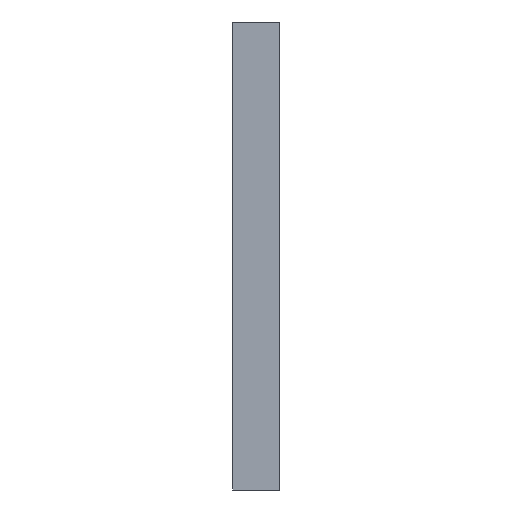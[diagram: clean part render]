
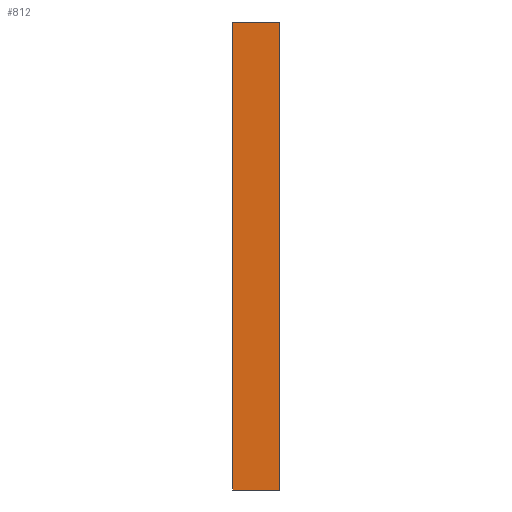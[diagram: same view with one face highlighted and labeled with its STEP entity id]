
A CAD part, front view. The second image highlights one B-rep face of the part: STEP entity #812.
In plain terms, the highlighted planar face has unit normal (0, -1, 0).
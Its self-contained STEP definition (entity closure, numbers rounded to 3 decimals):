
#16 = ORIENTED_EDGE ( 'NONE', *, *, #493, .T. ) ;
#39 = VERTEX_POINT ( 'NONE', #445 ) ;
#48 = ORIENTED_EDGE ( 'NONE', *, *, #144, .T. ) ;
#51 = CARTESIAN_POINT ( 'NONE',  ( -150., 0., 0. ) ) ;
#63 = LINE ( 'NONE', #892, #1045 ) ;
#65 = LINE ( 'NONE', #1044, #734 ) ;
#76 = VERTEX_POINT ( 'NONE', #51 ) ;
#82 = DIRECTION ( 'NONE',  ( -1., 0., 0. ) ) ;
#83 = CARTESIAN_POINT ( 'NONE',  ( -147., 0., 0. ) ) ;
#86 = EDGE_CURVE ( 'NONE', #295, #76, #285, .T. ) ;
#98 = LINE ( 'NONE', #340, #1026 ) ;
#111 = EDGE_LOOP ( 'NONE', ( #597, #16, #808, #745, #545, #591, #48, #513 ) ) ;
#144 = EDGE_CURVE ( 'NONE', #168, #76, #63, .T. ) ;
#151 = DIRECTION ( 'NONE',  ( 0., 0., -1. ) ) ;
#154 = VECTOR ( 'NONE', #300, 1000. ) ;
#168 = VERTEX_POINT ( 'NONE', #306 ) ;
#193 = VERTEX_POINT ( 'NONE', #398 ) ;
#210 = EDGE_CURVE ( 'NONE', #39, #1020, #970, .T. ) ;
#266 = EDGE_CURVE ( 'NONE', #496, #1050, #466, .T. ) ;
#278 = CARTESIAN_POINT ( 'NONE',  ( 147., 0., 3000. ) ) ;
#285 = LINE ( 'NONE', #532, #696 ) ;
#295 = VERTEX_POINT ( 'NONE', #83 ) ;
#296 = PLANE ( 'NONE',  #664 ) ;
#300 = DIRECTION ( 'NONE',  ( 0., 0., -1. ) ) ;
#306 = CARTESIAN_POINT ( 'NONE',  ( -150., 0., 3000. ) ) ;
#340 = CARTESIAN_POINT ( 'NONE',  ( -150., 0., 0. ) ) ;
#371 = DIRECTION ( 'NONE',  ( -1., 0., 0. ) ) ;
#398 = CARTESIAN_POINT ( 'NONE',  ( 147., 0., 0. ) ) ;
#445 = CARTESIAN_POINT ( 'NONE',  ( 150., 0., 3000. ) ) ;
#459 = CARTESIAN_POINT ( 'NONE',  ( -150., 0., 3000. ) ) ;
#466 = LINE ( 'NONE', #621, #731 ) ;
#478 = EDGE_CURVE ( 'NONE', #1050, #168, #1018, .T. ) ;
#480 = CARTESIAN_POINT ( 'NONE',  ( -147., 0., 3000. ) ) ;
#493 = EDGE_CURVE ( 'NONE', #193, #1020, #674, .T. ) ;
#496 = VERTEX_POINT ( 'NONE', #278 ) ;
#513 = ORIENTED_EDGE ( 'NONE', *, *, #86, .F. ) ;
#532 = CARTESIAN_POINT ( 'NONE',  ( -150., 0., 0. ) ) ;
#545 = ORIENTED_EDGE ( 'NONE', *, *, #266, .T. ) ;
#554 = DIRECTION ( 'NONE',  ( 1., 0., 0. ) ) ;
#591 = ORIENTED_EDGE ( 'NONE', *, *, #478, .T. ) ;
#597 = ORIENTED_EDGE ( 'NONE', *, *, #778, .F. ) ;
#608 = VECTOR ( 'NONE', #782, 1000. ) ;
#610 = CARTESIAN_POINT ( 'NONE',  ( 147., 0., 0. ) ) ;
#621 = CARTESIAN_POINT ( 'NONE',  ( -150., 0., 3000. ) ) ;
#636 = CARTESIAN_POINT ( 'NONE',  ( 150., 0., 0. ) ) ;
#645 = VECTOR ( 'NONE', #1030, 1000. ) ;
#664 = AXIS2_PLACEMENT_3D ( 'NONE', #459, #1039, #956 ) ;
#674 = LINE ( 'NONE', #610, #645 ) ;
#696 = VECTOR ( 'NONE', #371, 1000. ) ;
#731 = VECTOR ( 'NONE', #953, 1000. ) ;
#734 = VECTOR ( 'NONE', #554, 1000. ) ;
#745 = ORIENTED_EDGE ( 'NONE', *, *, #933, .F. ) ;
#771 = FACE_OUTER_BOUND ( 'NONE', #111, .T. ) ;
#778 = EDGE_CURVE ( 'NONE', #193, #295, #98, .T. ) ;
#782 = DIRECTION ( 'NONE',  ( -1., 0., 0. ) ) ;
#791 = CARTESIAN_POINT ( 'NONE',  ( 150., 0., 3000. ) ) ;
#808 = ORIENTED_EDGE ( 'NONE', *, *, #210, .F. ) ;
#812 = ADVANCED_FACE ( 'NONE', ( #771 ), #296, .T. ) ;
#849 = CARTESIAN_POINT ( 'NONE',  ( -147., 0., 3000. ) ) ;
#892 = CARTESIAN_POINT ( 'NONE',  ( -150., 0., 3000. ) ) ;
#933 = EDGE_CURVE ( 'NONE', #496, #39, #65, .T. ) ;
#953 = DIRECTION ( 'NONE',  ( -1., 0., 0. ) ) ;
#956 = DIRECTION ( 'NONE',  ( 0., 0., -1. ) ) ;
#970 = LINE ( 'NONE', #791, #154 ) ;
#1018 = LINE ( 'NONE', #849, #608 ) ;
#1020 = VERTEX_POINT ( 'NONE', #636 ) ;
#1026 = VECTOR ( 'NONE', #82, 1000. ) ;
#1030 = DIRECTION ( 'NONE',  ( 1., 0., 0. ) ) ;
#1039 = DIRECTION ( 'NONE',  ( 0., -1., 0. ) ) ;
#1044 = CARTESIAN_POINT ( 'NONE',  ( -150., 0., 3000. ) ) ;
#1045 = VECTOR ( 'NONE', #151, 1000. ) ;
#1050 = VERTEX_POINT ( 'NONE', #480 ) ;
